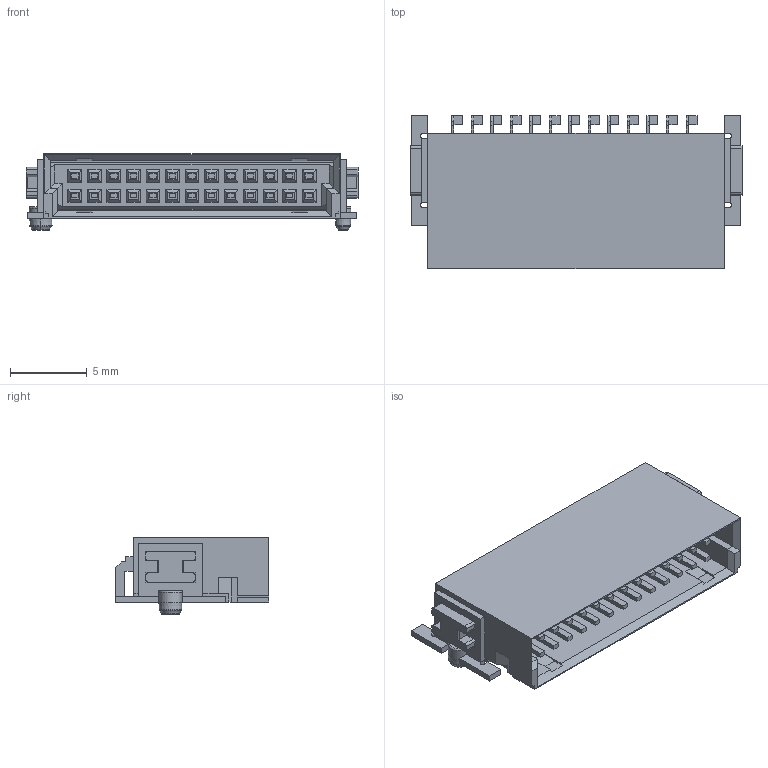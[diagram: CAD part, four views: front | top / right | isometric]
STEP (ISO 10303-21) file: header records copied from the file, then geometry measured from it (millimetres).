
FILE_DESCRIPTION((''),'2;1');
FILE_NAME('ERNI_054595.stp','2015-07-06T14:11:01',(''),(''),'Mechanical Desktop 2011','Mechanical Desktop 2011',', , ');
FILE_SCHEMA(('AUTOMOTIVE_DESIGN { 1 2 10303 214 1 1 1 1 }'));
Length unit declared in the file: millimetre
Products named in the file (1): Product
Bounding box: 21.59 x 10 x 5 mm (x, y, z)
Volume: 425.6 mm3; surface area: 1168.5 mm2
Topology: 61 solids, 61 shells, 988 faces, 2452 edges, 1621 vertices
Faces by surface type: plane 754, bspline 158, cylinder 57, torus 11, cone 8
Entity records: 28775 total; most frequent: CARTESIAN_POINT 5536, ORIENTED_EDGE 4904, DIRECTION 4262, EDGE_CURVE 2452, VECTOR 2304, LINE 2304, VERTEX_POINT 1621, EDGE_LOOP 1023
